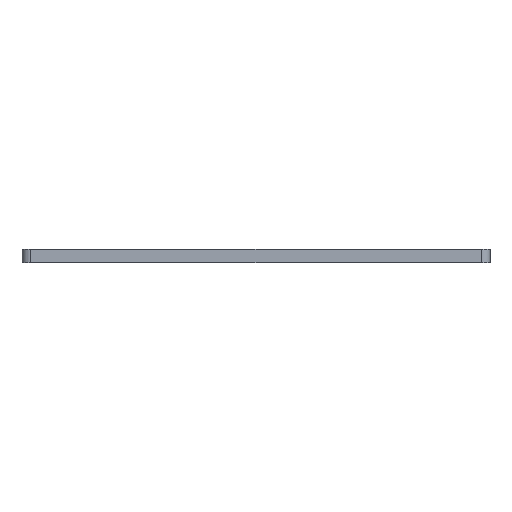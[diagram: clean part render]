
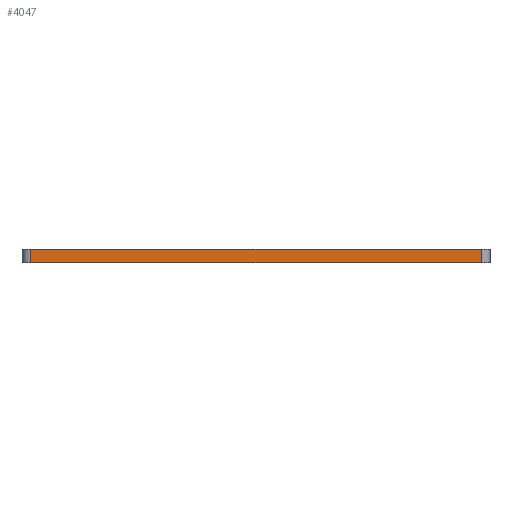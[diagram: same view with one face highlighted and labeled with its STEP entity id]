
A CAD part, left-side view. The second image highlights one B-rep face of the part: STEP entity #4047.
In plain terms, the highlighted planar face has unit normal (-1, 0, 0).
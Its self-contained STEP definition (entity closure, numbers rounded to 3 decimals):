
#62 = CYLINDRICAL_SURFACE('',#63,1.);
#63 = AXIS2_PLACEMENT_3D('',#64,#65,#66);
#64 = CARTESIAN_POINT('',(105.785,-69.167,0.));
#65 = DIRECTION('',(-0.,-0.,-1.));
#66 = DIRECTION('',(1.,0.,-0.));
#90 = PLANE('',#91);
#91 = AXIS2_PLACEMENT_3D('',#92,#93,#94);
#92 = CARTESIAN_POINT('',(146.283,-95.669,1.606));
#93 = DIRECTION('',(-0.,-0.,-1.));
#94 = DIRECTION('',(-1.,0.,0.));
#144 = PLANE('',#145);
#145 = AXIS2_PLACEMENT_3D('',#146,#147,#148);
#146 = CARTESIAN_POINT('',(146.283,-95.669,0.));
#147 = DIRECTION('',(-0.,-0.,-1.));
#148 = DIRECTION('',(-1.,0.,0.));
#161 = VERTEX_POINT('',#162);
#162 = CARTESIAN_POINT('',(104.785,-69.167,1.606));
#188 = EDGE_CURVE('',#189,#161,#191,.T.);
#189 = VERTEX_POINT('',#190);
#190 = CARTESIAN_POINT('',(104.785,-69.167,0.));
#191 = SURFACE_CURVE('',#192,(#196,#203),.PCURVE_S1.);
#192 = LINE('',#193,#194);
#193 = CARTESIAN_POINT('',(104.785,-69.167,0.));
#194 = VECTOR('',#195,1.);
#195 = DIRECTION('',(0.,0.,1.));
#196 = PCURVE('',#62,#197);
#197 = DEFINITIONAL_REPRESENTATION('',(#198),#202);
#198 = LINE('',#199,#200);
#199 = CARTESIAN_POINT('',(-3.142,0.));
#200 = VECTOR('',#201,1.);
#201 = DIRECTION('',(-0.,-1.));
#202 = ( GEOMETRIC_REPRESENTATION_CONTEXT(2) 
PARAMETRIC_REPRESENTATION_CONTEXT() REPRESENTATION_CONTEXT('2D SPACE',''
  ) );
#203 = PCURVE('',#204,#209);
#204 = PLANE('',#205);
#205 = AXIS2_PLACEMENT_3D('',#206,#207,#208);
#206 = CARTESIAN_POINT('',(104.785,-122.17,0.));
#207 = DIRECTION('',(-1.,0.,0.));
#208 = DIRECTION('',(0.,1.,0.));
#209 = DEFINITIONAL_REPRESENTATION('',(#210),#214);
#210 = LINE('',#211,#212);
#211 = CARTESIAN_POINT('',(53.003,0.));
#212 = VECTOR('',#213,1.);
#213 = DIRECTION('',(0.,-1.));
#214 = ( GEOMETRIC_REPRESENTATION_CONTEXT(2) 
PARAMETRIC_REPRESENTATION_CONTEXT() REPRESENTATION_CONTEXT('2D SPACE',''
  ) );
#418 = VERTEX_POINT('',#419);
#419 = CARTESIAN_POINT('',(104.785,-122.17,0.));
#438 = CYLINDRICAL_SURFACE('',#439,1.);
#439 = AXIS2_PLACEMENT_3D('',#440,#441,#442);
#440 = CARTESIAN_POINT('',(105.785,-122.17,0.));
#441 = DIRECTION('',(-0.,-0.,-1.));
#442 = DIRECTION('',(1.,0.,-0.));
#450 = EDGE_CURVE('',#418,#189,#451,.T.);
#451 = SURFACE_CURVE('',#452,(#456,#463),.PCURVE_S1.);
#452 = LINE('',#453,#454);
#453 = CARTESIAN_POINT('',(104.785,-122.17,0.));
#454 = VECTOR('',#455,1.);
#455 = DIRECTION('',(0.,1.,0.));
#456 = PCURVE('',#144,#457);
#457 = DEFINITIONAL_REPRESENTATION('',(#458),#462);
#458 = LINE('',#459,#460);
#459 = CARTESIAN_POINT('',(41.498,-26.501));
#460 = VECTOR('',#461,1.);
#461 = DIRECTION('',(0.,1.));
#462 = ( GEOMETRIC_REPRESENTATION_CONTEXT(2) 
PARAMETRIC_REPRESENTATION_CONTEXT() REPRESENTATION_CONTEXT('2D SPACE',''
  ) );
#463 = PCURVE('',#204,#464);
#464 = DEFINITIONAL_REPRESENTATION('',(#465),#469);
#465 = LINE('',#466,#467);
#466 = CARTESIAN_POINT('',(0.,0.));
#467 = VECTOR('',#468,1.);
#468 = DIRECTION('',(1.,0.));
#469 = ( GEOMETRIC_REPRESENTATION_CONTEXT(2) 
PARAMETRIC_REPRESENTATION_CONTEXT() REPRESENTATION_CONTEXT('2D SPACE',''
  ) );
#2413 = VERTEX_POINT('',#2414);
#2414 = CARTESIAN_POINT('',(104.785,-122.17,1.606));
#2440 = EDGE_CURVE('',#2413,#161,#2441,.T.);
#2441 = SURFACE_CURVE('',#2442,(#2446,#2453),.PCURVE_S1.);
#2442 = LINE('',#2443,#2444);
#2443 = CARTESIAN_POINT('',(104.785,-122.17,1.606));
#2444 = VECTOR('',#2445,1.);
#2445 = DIRECTION('',(0.,1.,0.));
#2446 = PCURVE('',#90,#2447);
#2447 = DEFINITIONAL_REPRESENTATION('',(#2448),#2452);
#2448 = LINE('',#2449,#2450);
#2449 = CARTESIAN_POINT('',(41.498,-26.501));
#2450 = VECTOR('',#2451,1.);
#2451 = DIRECTION('',(0.,1.));
#2452 = ( GEOMETRIC_REPRESENTATION_CONTEXT(2) 
PARAMETRIC_REPRESENTATION_CONTEXT() REPRESENTATION_CONTEXT('2D SPACE',''
  ) );
#2453 = PCURVE('',#204,#2454);
#2454 = DEFINITIONAL_REPRESENTATION('',(#2455),#2459);
#2455 = LINE('',#2456,#2457);
#2456 = CARTESIAN_POINT('',(0.,-1.606));
#2457 = VECTOR('',#2458,1.);
#2458 = DIRECTION('',(1.,0.));
#2459 = ( GEOMETRIC_REPRESENTATION_CONTEXT(2) 
PARAMETRIC_REPRESENTATION_CONTEXT() REPRESENTATION_CONTEXT('2D SPACE',''
  ) );
#4047 = ADVANCED_FACE('',(#4048),#204,.T.);
#4048 = FACE_BOUND('',#4049,.T.);
#4049 = EDGE_LOOP('',(#4050,#4071,#4072,#4073));
#4050 = ORIENTED_EDGE('',*,*,#4051,.T.);
#4051 = EDGE_CURVE('',#418,#2413,#4052,.T.);
#4052 = SURFACE_CURVE('',#4053,(#4057,#4064),.PCURVE_S1.);
#4053 = LINE('',#4054,#4055);
#4054 = CARTESIAN_POINT('',(104.785,-122.17,0.));
#4055 = VECTOR('',#4056,1.);
#4056 = DIRECTION('',(0.,0.,1.));
#4057 = PCURVE('',#204,#4058);
#4058 = DEFINITIONAL_REPRESENTATION('',(#4059),#4063);
#4059 = LINE('',#4060,#4061);
#4060 = CARTESIAN_POINT('',(0.,0.));
#4061 = VECTOR('',#4062,1.);
#4062 = DIRECTION('',(0.,-1.));
#4063 = ( GEOMETRIC_REPRESENTATION_CONTEXT(2) 
PARAMETRIC_REPRESENTATION_CONTEXT() REPRESENTATION_CONTEXT('2D SPACE',''
  ) );
#4064 = PCURVE('',#438,#4065);
#4065 = DEFINITIONAL_REPRESENTATION('',(#4066),#4070);
#4066 = LINE('',#4067,#4068);
#4067 = CARTESIAN_POINT('',(-3.142,0.));
#4068 = VECTOR('',#4069,1.);
#4069 = DIRECTION('',(-0.,-1.));
#4070 = ( GEOMETRIC_REPRESENTATION_CONTEXT(2) 
PARAMETRIC_REPRESENTATION_CONTEXT() REPRESENTATION_CONTEXT('2D SPACE',''
  ) );
#4071 = ORIENTED_EDGE('',*,*,#2440,.T.);
#4072 = ORIENTED_EDGE('',*,*,#188,.F.);
#4073 = ORIENTED_EDGE('',*,*,#450,.F.);
